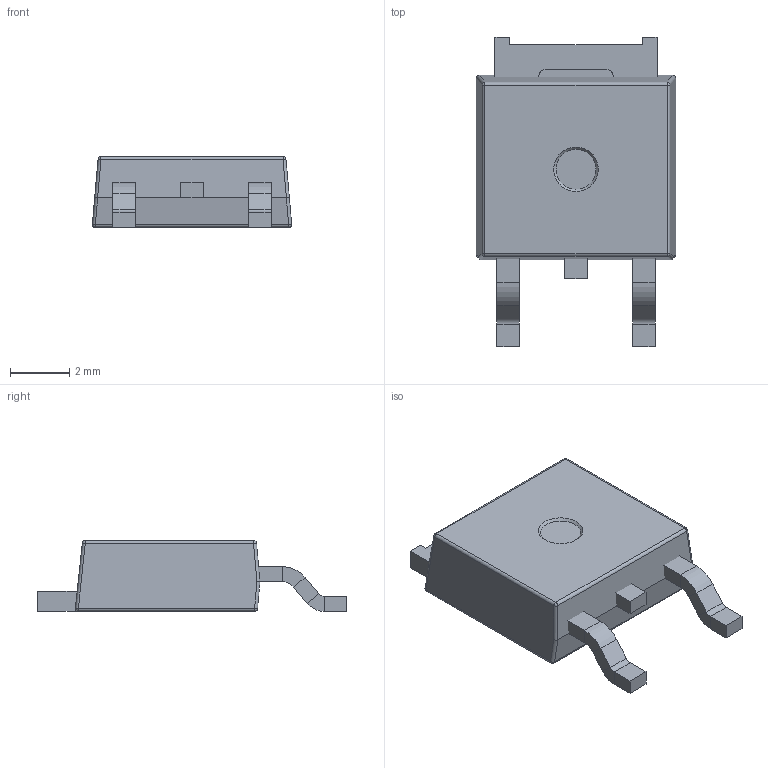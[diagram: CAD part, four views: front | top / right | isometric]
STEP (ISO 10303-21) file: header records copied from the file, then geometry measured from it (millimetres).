
FILE_DESCRIPTION(('STEP AP214'), '1');
FILE_NAME('TO-252AA', '2017-09-19T08:53:51', ('Nobody'), (''), 'ASCON STEP Converter 1.3', 'ASCON Math Kernel', '');
FILE_SCHEMA(('AUTOMOTIVE_DESIGN { 1 0 10303 214 3 1 1}'));
Length unit declared in the file: millimetre
Bounding box: 6.71 x 10.41 x 2.39 mm (x, y, z)
Volume: 101.3 mm3; surface area: 244.9 mm2
Topology: 5 solids, 5 shells, 134 faces, 329 edges, 201 vertices
Faces by surface type: plane 94, cylinder 31, sphere 6, bspline 2, cone 1
Entity records: 4956 total; most frequent: CARTESIAN_POINT 687, DIRECTION 646, ORIENTED_EDGE 616, EDGE_CURVE 308, LINE 252, VECTOR 252, AXIS2_PLACEMENT_3D 197, VERTEX_POINT 186
